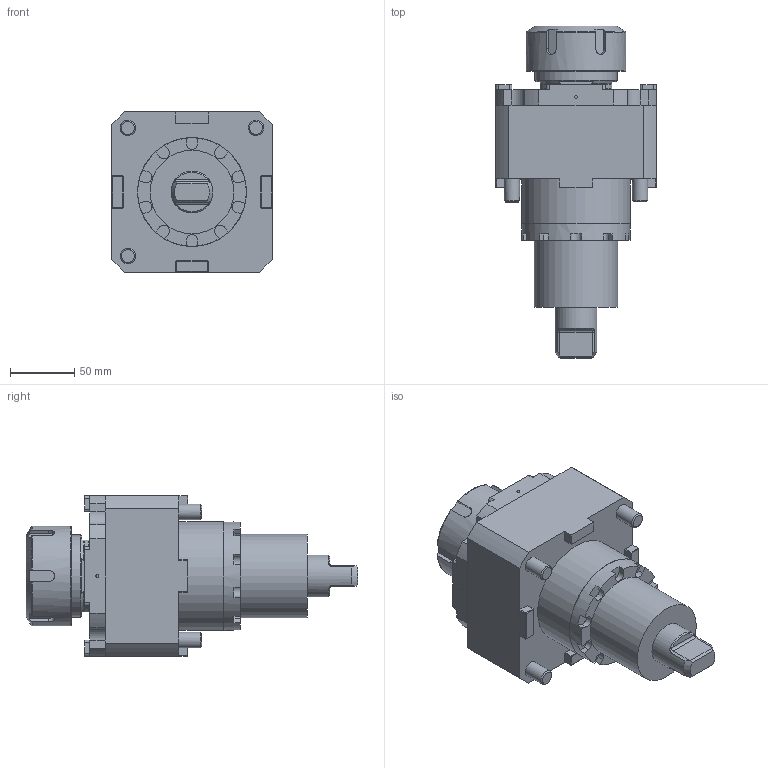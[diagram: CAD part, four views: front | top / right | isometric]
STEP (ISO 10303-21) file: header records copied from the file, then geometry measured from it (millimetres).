
FILE_DESCRIPTION (( 'STEP AP214' ), '1' );
FILE_NAME ('RAPPH50121UT85P.STEP', '2026-01-26T16:04:39', ( '' ), ( '' ), 'SwSTEP 2.0', 'SolidWorks 2023', '' );
FILE_SCHEMA (( 'AUTOMOTIVE_DESIGN' ));
Length unit declared in the file: millimetre
Products named in the file (1): RAPPH50121UT85P
Bounding box: 125 x 258.9 x 125 mm (x, y, z)
Volume: 1740069.7 mm3; surface area: 112689.1 mm2
Topology: 1 solids, 2 shells, 580 faces, 1562 edges, 1038 vertices
Faces by surface type: plane 376, cylinder 93, bspline 87, cone 12, torus 12
Full cylindrical faces by diameter (mm): 1.7 x1, 2.1 x1, 6.366 x1, 12 x3, 32.7 x1, 64 x1, 65 x1, 78 x1, 84.5 x1, 85 x1
Entity records: 26714 total; most frequent: CARTESIAN_POINT 9458, ORIENTED_EDGE 3054, DIRECTION 2490, EDGE_CURVE 1527, VECTOR 1036, LINE 1036, VERTEX_POINT 1025, AXIS2_PLACEMENT_3D 727
